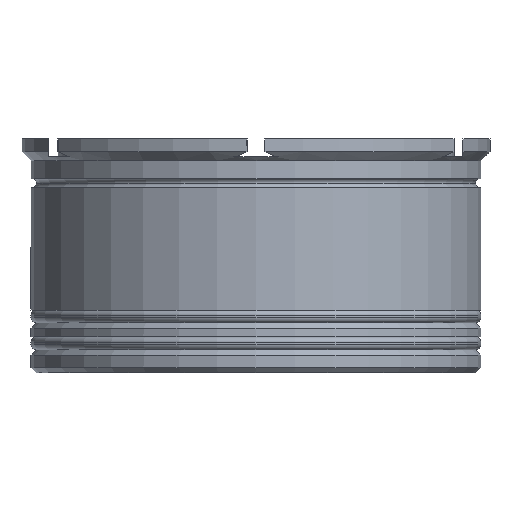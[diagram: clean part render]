
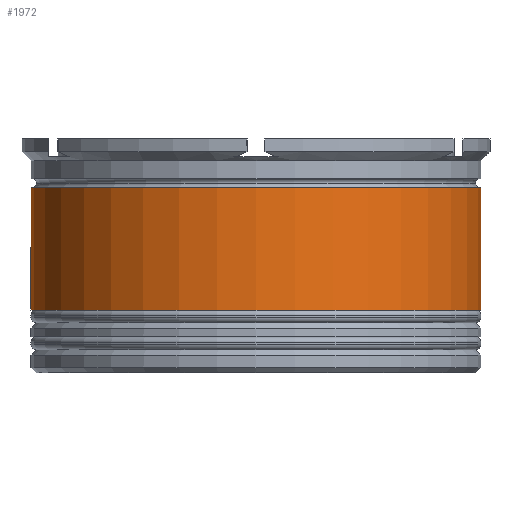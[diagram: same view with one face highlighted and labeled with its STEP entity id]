
A CAD part, front view. The second image highlights one B-rep face of the part: STEP entity #1972.
In plain terms, the highlighted cylindrical face has radius 12.5 mm (diameter 25 mm), a partial arc.
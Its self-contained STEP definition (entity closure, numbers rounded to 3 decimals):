
#199 = CARTESIAN_POINT ( 'NONE',  ( 12.5, 0., -9.5 ) ) ;
#317 = CARTESIAN_POINT ( 'NONE',  ( 0., 0., -2.7 ) ) ;
#467 = CARTESIAN_POINT ( 'NONE',  ( 12.5, 0., -2.7 ) ) ;
#480 = DIRECTION ( 'NONE',  ( 1., 0., 0. ) ) ;
#586 = CARTESIAN_POINT ( 'NONE',  ( 12.5, 0., 0. ) ) ;
#589 = ORIENTED_EDGE ( 'NONE', *, *, #1137, .F. ) ;
#597 = ORIENTED_EDGE ( 'NONE', *, *, #777, .T. ) ;
#661 = VERTEX_POINT ( 'NONE', #853 ) ;
#711 = DIRECTION ( 'NONE',  ( 0., 0., 1. ) ) ;
#777 = EDGE_CURVE ( 'NONE', #661, #1666, #1693, .T. ) ;
#838 = VECTOR ( 'NONE', #2269, 1000. ) ;
#851 = FACE_OUTER_BOUND ( 'NONE', #1184, .T. ) ;
#853 = CARTESIAN_POINT ( 'NONE',  ( -12.5, 0., -9.5 ) ) ;
#869 = CYLINDRICAL_SURFACE ( 'NONE', #2037, 12.5 ) ;
#904 = CARTESIAN_POINT ( 'NONE',  ( 0., 0., -9.5 ) ) ;
#942 = DIRECTION ( 'NONE',  ( 1., 0., 0. ) ) ;
#952 = LINE ( 'NONE', #2059, #838 ) ;
#963 = ORIENTED_EDGE ( 'NONE', *, *, #1534, .F. ) ;
#1137 = EDGE_CURVE ( 'NONE', #661, #1926, #952, .T. ) ;
#1144 = AXIS2_PLACEMENT_3D ( 'NONE', #904, #711, #942 ) ;
#1155 = VECTOR ( 'NONE', #1838, 1000. ) ;
#1184 = EDGE_LOOP ( 'NONE', ( #589, #597, #1863, #963 ) ) ;
#1259 = DIRECTION ( 'NONE',  ( 0., 0., 1. ) ) ;
#1414 = CARTESIAN_POINT ( 'NONE',  ( 0., 0., 0. ) ) ;
#1433 = CIRCLE ( 'NONE', #1555, 12.5 ) ;
#1461 = VERTEX_POINT ( 'NONE', #467 ) ;
#1478 = LINE ( 'NONE', #586, #1155 ) ;
#1534 = EDGE_CURVE ( 'NONE', #1926, #1461, #1433, .T. ) ;
#1555 = AXIS2_PLACEMENT_3D ( 'NONE', #317, #1637, #480 ) ;
#1637 = DIRECTION ( 'NONE',  ( 0., 0., 1. ) ) ;
#1666 = VERTEX_POINT ( 'NONE', #199 ) ;
#1693 = CIRCLE ( 'NONE', #1144, 12.5 ) ;
#1838 = DIRECTION ( 'NONE',  ( 0., 0., 1. ) ) ;
#1863 = ORIENTED_EDGE ( 'NONE', *, *, #2053, .T. ) ;
#1926 = VERTEX_POINT ( 'NONE', #2353 ) ;
#1972 = ADVANCED_FACE ( 'NONE', ( #851 ), #869, .T. ) ;
#2037 = AXIS2_PLACEMENT_3D ( 'NONE', #1414, #1259, #2145 ) ;
#2053 = EDGE_CURVE ( 'NONE', #1666, #1461, #1478, .T. ) ;
#2059 = CARTESIAN_POINT ( 'NONE',  ( -12.5, 0., 0. ) ) ;
#2145 = DIRECTION ( 'NONE',  ( 1., 0., 0. ) ) ;
#2269 = DIRECTION ( 'NONE',  ( 0., 0., 1. ) ) ;
#2353 = CARTESIAN_POINT ( 'NONE',  ( -12.5, 0., -2.7 ) ) ;
